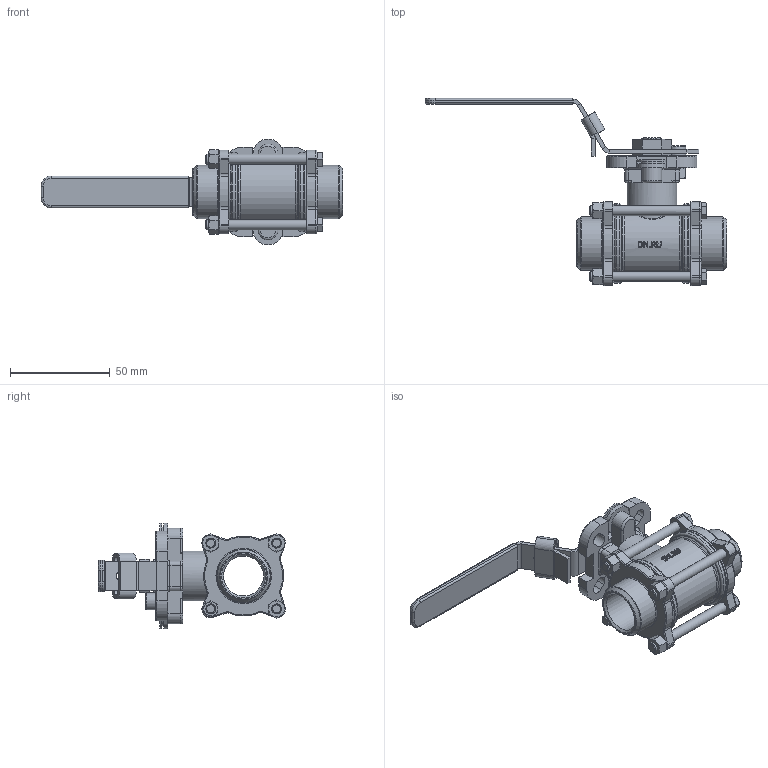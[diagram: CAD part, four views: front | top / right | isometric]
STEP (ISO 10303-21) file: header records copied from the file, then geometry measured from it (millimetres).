
FILE_DESCRIPTION(/* description */ (''),/* implementation_level */ '2;1');
FILE_NAME(/* name */ 'DN20_3D_STEP.stp',/* time_stamp */ '2023-12-19T16:54:30+03:00',/* author */ ('igorr'),/* organization */ (''),/* preprocessor_version */ 'ST-DEVELOPER v19.2',/* originating_system */ 'Autodesk Inventor 2023',/* authorisation */ '');
FILE_SCHEMA (('AUTOMOTIVE_DESIGN { 1 0 10303 214 3 1 1 }'));
Length unit declared in the file: millimetre
Products named in the file (8): Сборка; Деталь1; Деталь6; ANSI B18.2.4.2M - M4x0,7; AS 1110 - M4 x 8; AS 1420 - 1973 - M5 x 10; ANSI B18.2.4.2M - M5x0,8; BS 4183 - M10
Assembly tree (14 placements, depth 2):
  Сборка
    Деталь1
    Деталь6
    ANSI B18.2.4.2M - M4x0,7
    ANSI B18.2.4.2M - M5x0,8  x4
    AS 1110 - M4 x 8  x4
    AS 1420 - 1973 - M5 x 10
    BS 4183 - M10  x2
Bounding box: 151 x 93.54 x 52.98 mm (x, y, z)
Volume: 80030 mm3; surface area: 40509.7 mm2
Topology: 15 solids, 15 shells, 826 faces, 1964 edges, 1199 vertices
Faces by surface type: plane 372, cylinder 209, cone 118, torus 76, bspline 51
Full cylindrical faces by diameter (mm): 3.242 x1, 4 x4, 4.05 x1, 4.134 x4, 4.31 x1, 5 x14, 7 x4, 8 x1, 8.376 x2, 8.5 x1, 11.457 x1, 11.964 x1, 17 x1, 20 x1, 25 x1, 26.7 x2, 30 x2, 35 x1, 39.686 x2, 39.846 x2
Entity records: 21529 total; most frequent: CARTESIAN_POINT 4905, DIRECTION 3381, ORIENTED_EDGE 3284, EDGE_CURVE 1642, AXIS2_PLACEMENT_3D 1274, VERTEX_POINT 1005, LINE 833, VECTOR 833
